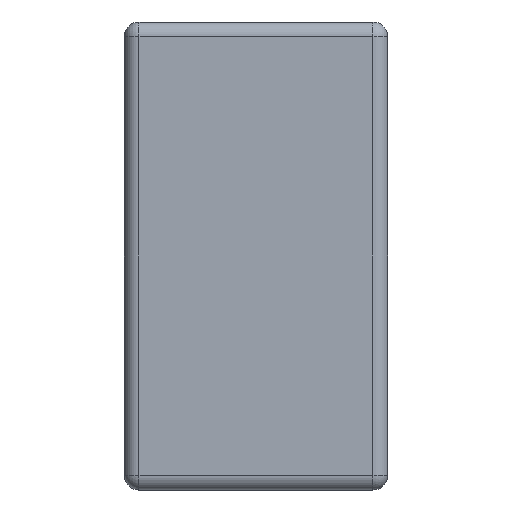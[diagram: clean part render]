
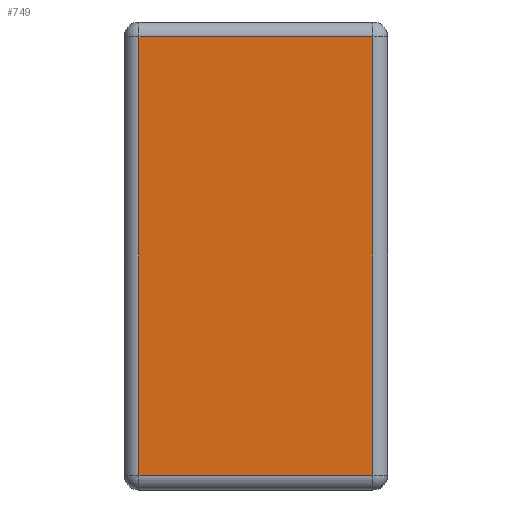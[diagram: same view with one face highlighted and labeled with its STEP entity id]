
A CAD part, left-side view. The second image highlights one B-rep face of the part: STEP entity #749.
In plain terms, the highlighted planar face has unit normal (-1, 0, 0).
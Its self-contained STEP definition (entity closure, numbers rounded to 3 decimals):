
#21 = DIRECTION ( 'NONE',  ( 0., 0., 1. ) ) ;
#22 = VECTOR ( 'NONE', #21, 1000. ) ;
#23 = CARTESIAN_POINT ( 'NONE',  ( -1.6, 0.05, 0.8 ) ) ;
#24 = LINE ( 'NONE', #23, #22 ) ;
#26 = CARTESIAN_POINT ( 'NONE',  ( -1.6, 0.05, -0.75 ) ) ;
#40 = FACE_OUTER_BOUND ( 'NONE', #750, .T. ) ;
#73 = CARTESIAN_POINT ( 'NONE',  ( -1.6, 0.85, -0.75 ) ) ;
#74 = CARTESIAN_POINT ( 'NONE',  ( -1.6, 0.85, 0.75 ) ) ;
#75 = CARTESIAN_POINT ( 'NONE',  ( -1.6, 0.05, 0.75 ) ) ;
#76 = DIRECTION ( 'NONE',  ( 0., 1., 0. ) ) ;
#77 = VECTOR ( 'NONE', #76, 1000. ) ;
#78 = CARTESIAN_POINT ( 'NONE',  ( -1.6, 0.9, 0.75 ) ) ;
#79 = LINE ( 'NONE', #78, #77 ) ;
#80 = DIRECTION ( 'NONE',  ( 0., 0., -1. ) ) ;
#81 = DIRECTION ( 'NONE',  ( 1., 0., 0. ) ) ;
#82 = CARTESIAN_POINT ( 'NONE',  ( -1.6, 0.9, 0.8 ) ) ;
#83 = AXIS2_PLACEMENT_3D ( 'NONE', #82, #81, #80 ) ;
#84 = PLANE ( 'NONE',  #83 ) ;
#729 = EDGE_CURVE ( 'NONE', #754, #756, #1659, .T. ) ;
#730 = ORIENTED_EDGE ( 'NONE', *, *, #731, .T. ) ;
#731 = EDGE_CURVE ( 'NONE', #756, #732, #1655, .T. ) ;
#732 = VERTEX_POINT ( 'NONE', #26 ) ;
#733 = ORIENTED_EDGE ( 'NONE', *, *, #734, .T. ) ;
#734 = EDGE_CURVE ( 'NONE', #732, #753, #24, .T. ) ;
#749 = ADVANCED_FACE ( 'NONE', ( #40 ), #84, .F. ) ;
#750 = EDGE_LOOP ( 'NONE', ( #751, #755, #730, #733 ) ) ;
#751 = ORIENTED_EDGE ( 'NONE', *, *, #752, .T. ) ;
#752 = EDGE_CURVE ( 'NONE', #753, #754, #79, .T. ) ;
#753 = VERTEX_POINT ( 'NONE', #75 ) ;
#754 = VERTEX_POINT ( 'NONE', #74 ) ;
#755 = ORIENTED_EDGE ( 'NONE', *, *, #729, .T. ) ;
#756 = VERTEX_POINT ( 'NONE', #73 ) ;
#1652 = DIRECTION ( 'NONE',  ( 0., -1., 0. ) ) ;
#1653 = VECTOR ( 'NONE', #1652, 1000. ) ;
#1654 = CARTESIAN_POINT ( 'NONE',  ( -1.6, 0.9, -0.75 ) ) ;
#1655 = LINE ( 'NONE', #1654, #1653 ) ;
#1656 = DIRECTION ( 'NONE',  ( 0., 0., -1. ) ) ;
#1657 = VECTOR ( 'NONE', #1656, 1000. ) ;
#1658 = CARTESIAN_POINT ( 'NONE',  ( -1.6, 0.85, 0.8 ) ) ;
#1659 = LINE ( 'NONE', #1658, #1657 ) ;
